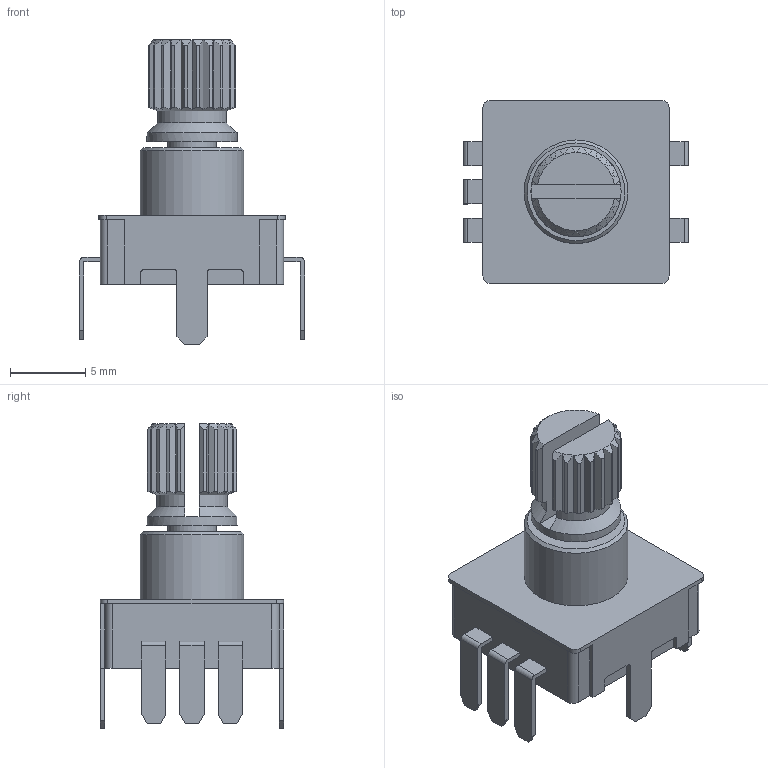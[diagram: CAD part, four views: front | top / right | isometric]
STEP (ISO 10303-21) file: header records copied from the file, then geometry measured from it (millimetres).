
FILE_DESCRIPTION(('FreeCAD Model'),'2;1');
FILE_NAME('rotatory-encoder.step', '2015-01-02T12:13:15',('FreeCAD'),('FreeCAD'), 'Open CASCADE STEP processor 6.7','FreeCAD','Unknown');
FILE_SCHEMA(('AUTOMOTIVE_DESIGN_CC2 { 1 2 10303 214 -1 1 5 4 }'));
Length unit declared in the file: millimetre
Products named in the file (1): rotatory-encoder
Bounding box: 15 x 12.2 x 20.3 mm (x, y, z)
Volume: 997.1 mm3; surface area: 1453.6 mm2
Topology: 7 solids, 7 shells, 208 faces, 532 edges, 341 vertices
Faces by surface type: plane 137, cylinder 46, cone 25
Full cylindrical faces by diameter (mm): 3.2 x1, 6 x1, 6.9 x1
Entity records: 15007 total; most frequent: CARTESIAN_POINT 3364, DIRECTION 1828, ORIENTED_EDGE 1064, PCURVE 1064, DEFINITIONAL_REPRESENTATION 1064, LINE 941, VECTOR 941, EDGE_CURVE 532
